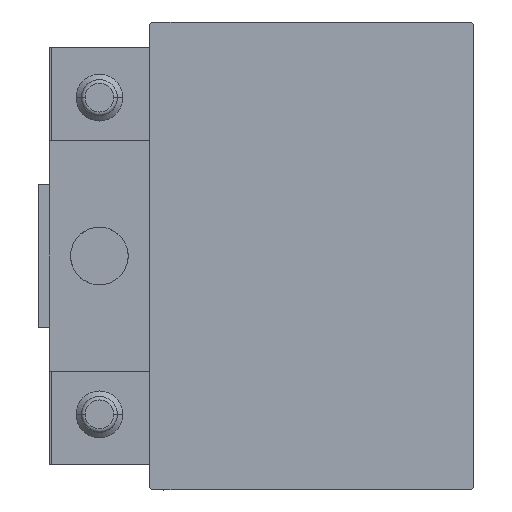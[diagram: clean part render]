
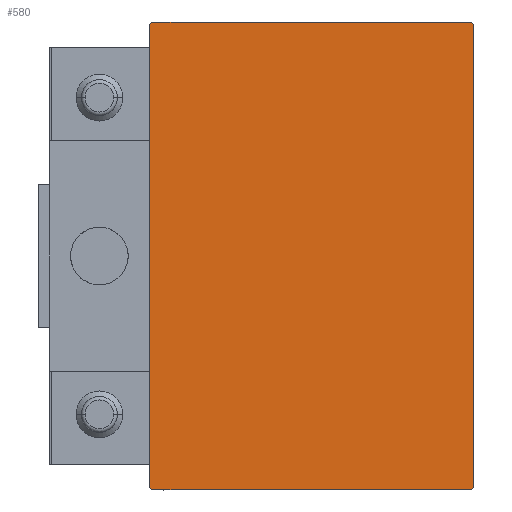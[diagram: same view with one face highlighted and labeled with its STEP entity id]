
A CAD part, left-side view. The second image highlights one B-rep face of the part: STEP entity #580.
In plain terms, the highlighted face is planar.
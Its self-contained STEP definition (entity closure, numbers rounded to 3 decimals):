
#8 = CARTESIAN_POINT ( 'NONE',  ( 130., -22.5, -32.2 ) ) ;
#580 = ADVANCED_FACE ( 'NONE', ( #9346 ), #20709, .T. ) ;
#826 = ORIENTED_EDGE ( 'NONE', *, *, #34675, .T. ) ;
#2017 = LINE ( 'NONE', #10344, #27858 ) ;
#3564 = EDGE_LOOP ( 'NONE', ( #41233, #43463, #5812, #826, #43955, #22278, #36970, #32361 ) ) ;
#4682 = EDGE_CURVE ( 'NONE', #44294, #38942, #2017, .T. ) ;
#5618 = CARTESIAN_POINT ( 'NONE',  ( 130., -22.2, 32.5 ) ) ;
#5812 = ORIENTED_EDGE ( 'NONE', *, *, #32405, .T. ) ;
#6385 = VERTEX_POINT ( 'NONE', #45112 ) ;
#6689 = DIRECTION ( 'NONE',  ( 0., 0., 1. ) ) ;
#6959 = LINE ( 'NONE', #22363, #7193 ) ;
#7193 = VECTOR ( 'NONE', #18819, 1000. ) ;
#7520 = AXIS2_PLACEMENT_3D ( 'NONE', #36165, #36663, #24743 ) ;
#8723 = CARTESIAN_POINT ( 'NONE',  ( 130., 22.2, -32.5 ) ) ;
#9346 = FACE_OUTER_BOUND ( 'NONE', #3564, .T. ) ;
#9537 = VERTEX_POINT ( 'NONE', #31959 ) ;
#10344 = CARTESIAN_POINT ( 'NONE',  ( 130., 27.35, -27.35 ) ) ;
#10558 = DIRECTION ( 'NONE',  ( 0., 1., 0. ) ) ;
#10972 = LINE ( 'NONE', #34991, #36689 ) ;
#14609 = VERTEX_POINT ( 'NONE', #8 ) ;
#15238 = VERTEX_POINT ( 'NONE', #5618 ) ;
#15263 = DIRECTION ( 'NONE',  ( 0., 0.707, -0.707 ) ) ;
#15340 = LINE ( 'NONE', #26465, #49261 ) ;
#16362 = EDGE_CURVE ( 'NONE', #14609, #44421, #49910, .T. ) ;
#16658 = CARTESIAN_POINT ( 'NONE',  ( 130., -22.5, 32.2 ) ) ;
#17916 = DIRECTION ( 'NONE',  ( 0., 0.707, 0.707 ) ) ;
#18019 = EDGE_CURVE ( 'NONE', #44421, #44294, #15340, .T. ) ;
#18819 = DIRECTION ( 'NONE',  ( 0., -0.707, 0.707 ) ) ;
#18862 = CARTESIAN_POINT ( 'NONE',  ( 130., 22.5, -32.2 ) ) ;
#20260 = VECTOR ( 'NONE', #32518, 1000. ) ;
#20709 = PLANE ( 'NONE',  #7520 ) ;
#22278 = ORIENTED_EDGE ( 'NONE', *, *, #41726, .T. ) ;
#22363 = CARTESIAN_POINT ( 'NONE',  ( 130., 27.35, 27.35 ) ) ;
#24743 = DIRECTION ( 'NONE',  ( 0., 0., -1. ) ) ;
#25888 = LINE ( 'NONE', #41337, #43957 ) ;
#26465 = CARTESIAN_POINT ( 'NONE',  ( 130., -22.5, -32.5 ) ) ;
#26635 = CARTESIAN_POINT ( 'NONE',  ( 130., -27.35, -27.35 ) ) ;
#26872 = DIRECTION ( 'NONE',  ( 0., 0., -1. ) ) ;
#27858 = VECTOR ( 'NONE', #17916, 1000. ) ;
#31389 = EDGE_CURVE ( 'NONE', #48264, #14609, #10972, .T. ) ;
#31959 = CARTESIAN_POINT ( 'NONE',  ( 130., 22.2, 32.5 ) ) ;
#32361 = ORIENTED_EDGE ( 'NONE', *, *, #16362, .T. ) ;
#32405 = EDGE_CURVE ( 'NONE', #38942, #6385, #25888, .T. ) ;
#32518 = DIRECTION ( 'NONE',  ( 0., -0.707, -0.707 ) ) ;
#32539 = EDGE_CURVE ( 'NONE', #9537, #15238, #44499, .T. ) ;
#33853 = VECTOR ( 'NONE', #15263, 1000. ) ;
#34675 = EDGE_CURVE ( 'NONE', #6385, #9537, #6959, .T. ) ;
#34991 = CARTESIAN_POINT ( 'NONE',  ( 130., -22.5, 32.5 ) ) ;
#35098 = VECTOR ( 'NONE', #47805, 1000. ) ;
#36165 = CARTESIAN_POINT ( 'NONE',  ( 130., 0., 0. ) ) ;
#36663 = DIRECTION ( 'NONE',  ( 1., 0., 0. ) ) ;
#36689 = VECTOR ( 'NONE', #26872, 1000. ) ;
#36970 = ORIENTED_EDGE ( 'NONE', *, *, #31389, .T. ) ;
#37752 = CARTESIAN_POINT ( 'NONE',  ( 130., -22.2, -32.5 ) ) ;
#38942 = VERTEX_POINT ( 'NONE', #18862 ) ;
#40605 = CARTESIAN_POINT ( 'NONE',  ( 130., -27.35, 27.35 ) ) ;
#41213 = CARTESIAN_POINT ( 'NONE',  ( 130., 22.5, 32.5 ) ) ;
#41233 = ORIENTED_EDGE ( 'NONE', *, *, #18019, .T. ) ;
#41337 = CARTESIAN_POINT ( 'NONE',  ( 130., 22.5, -32.5 ) ) ;
#41726 = EDGE_CURVE ( 'NONE', #15238, #48264, #48186, .T. ) ;
#43463 = ORIENTED_EDGE ( 'NONE', *, *, #4682, .T. ) ;
#43955 = ORIENTED_EDGE ( 'NONE', *, *, #32539, .T. ) ;
#43957 = VECTOR ( 'NONE', #6689, 1000. ) ;
#44294 = VERTEX_POINT ( 'NONE', #8723 ) ;
#44421 = VERTEX_POINT ( 'NONE', #37752 ) ;
#44499 = LINE ( 'NONE', #41213, #35098 ) ;
#45112 = CARTESIAN_POINT ( 'NONE',  ( 130., 22.5, 32.2 ) ) ;
#47805 = DIRECTION ( 'NONE',  ( 0., -1., 0. ) ) ;
#48186 = LINE ( 'NONE', #40605, #20260 ) ;
#48264 = VERTEX_POINT ( 'NONE', #16658 ) ;
#49261 = VECTOR ( 'NONE', #10558, 1000. ) ;
#49910 = LINE ( 'NONE', #26635, #33853 ) ;
